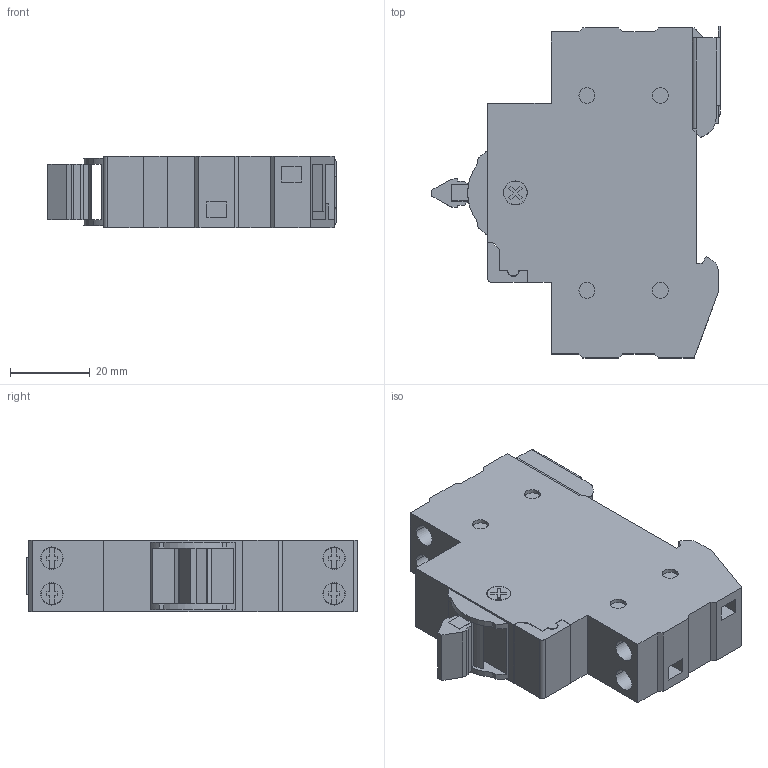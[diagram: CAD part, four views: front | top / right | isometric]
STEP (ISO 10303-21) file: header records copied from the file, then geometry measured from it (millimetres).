
FILE_DESCRIPTION (( 'STEP AP203' ), '1' );
FILE_NAME ('Òðåõïîçèöèîííûé ïåðåêëþ÷àòåëü EKF Basic 1P.STEP', '2016-11-28T07:28:54', ( '' ), ( '' ), 'SwSTEP 2.0', 'SolidWorks 2014', '' );
FILE_SCHEMA (( 'CONFIG_CONTROL_DESIGN' ));
Length unit declared in the file: millimetre
Products named in the file (7): çàìîê4; òðåõïîçèöèîííûé ïåðåêëþ÷àòåëü; øëÿïêà âèíòà(02); ïðóæèíà; ñîåäèíèòåëü âûêëþ÷àòåëåé(1Ð); Òðåõïîçèöèîííûé ïåðåêëþ÷àòåëü EKF Basic 1P; 赶鎀鍧(00)
Assembly tree (9 placements, depth 2):
  Òðåõïîçèöèîííûé ïåðåêëþ÷àòåëü EKF Basic 1P
    òðåõïîçèöèîííûé ïåðåêëþ÷àòåëü
    øëÿïêà âèíòà(02)  x4
    ñîåäèíèòåëü âûêëþ÷àòåëåé(1Ð)
    赶鎀鍧(00)
    çàìîê4
    ïðóæèíà
Bounding box: 72.5 x 83.5 x 18 mm (x, y, z)
Volume: 68506.6 mm3; surface area: 18813 mm2
Topology: 9 solids, 9 shells, 385 faces, 987 edges, 642 vertices
Faces by surface type: plane 306, cylinder 77, bspline 2
Entity records: 12624 total; most frequent: CARTESIAN_POINT 3484, ORIENTED_EDGE 1722, DIRECTION 1711, EDGE_CURVE 861, LINE 701, VECTOR 701, VERTEX_POINT 558, AXIS2_PLACEMENT_3D 505
